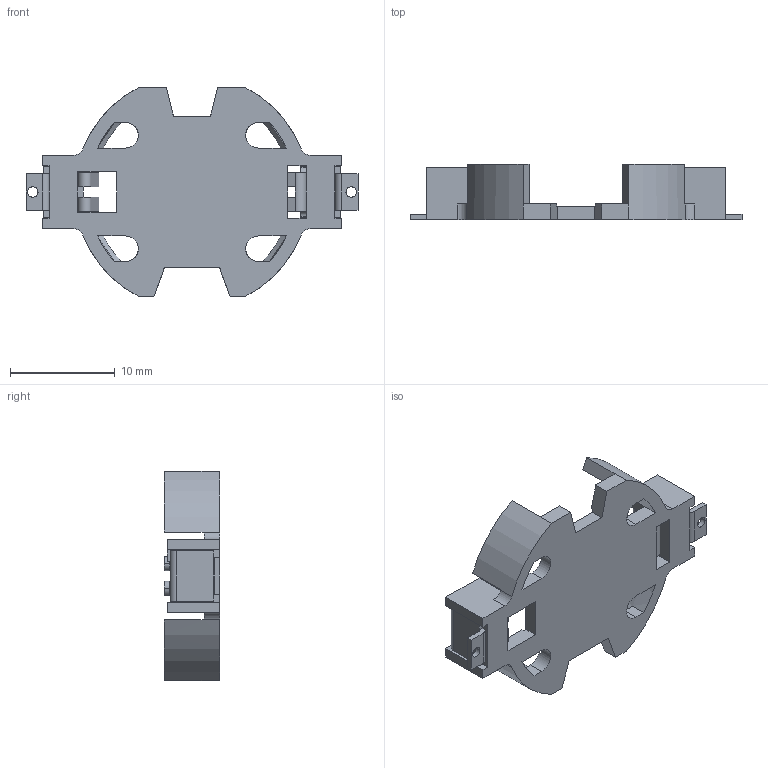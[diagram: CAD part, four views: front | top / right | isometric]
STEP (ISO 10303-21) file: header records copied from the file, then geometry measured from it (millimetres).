
FILE_DESCRIPTION (( 'STEP AP214' ), '1' );
FILE_NAME ('BU2032SM-FH-G.STEP', '2019-10-17T10:51:33', ( '' ), ( '' ), 'SwSTEP 2.0', 'SolidWorks 2017', '' );
FILE_SCHEMA (( 'AUTOMOTIVE_DESIGN' ));
Length unit declared in the file: millimetre
Products named in the file (1): BU2032SM-FH-G
Bounding box: 31.7 x 5.3 x 20 mm (x, y, z)
Volume: 808.9 mm3; surface area: 1709.2 mm2
Topology: 3 solids, 3 shells, 236 faces, 644 edges, 408 vertices
Faces by surface type: plane 166, cylinder 66, cone 4
Entity records: 7476 total; most frequent: CARTESIAN_POINT 1373, ORIENTED_EDGE 1288, DIRECTION 1238, EDGE_CURVE 644, VECTOR 476, LINE 476, VERTEX_POINT 408, AXIS2_PLACEMENT_3D 381
